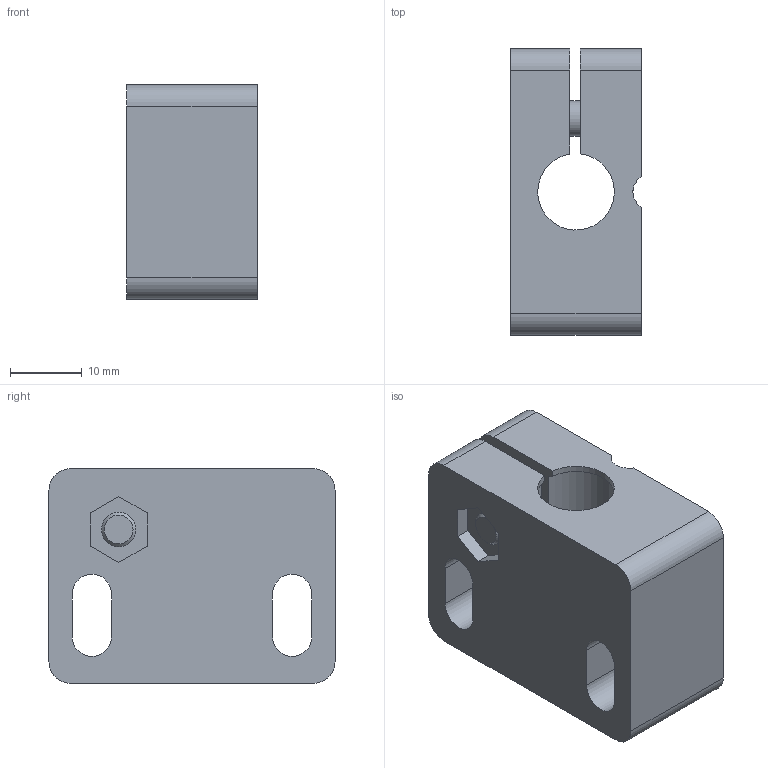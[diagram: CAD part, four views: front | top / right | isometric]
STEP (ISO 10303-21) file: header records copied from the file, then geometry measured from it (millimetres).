
FILE_DESCRIPTION(/* description */ ('STEP AP214'),/* implementation_level */ '2;1');
FILE_NAME(/* name */ '538348_SIEZ-B-12',/* time_stamp */ '2024-09-15T06:29:08+02:00',/* author */ ('License CC BY-ND 4.0'),/* organization */ ('CADENAS'),/* preprocessor_version */ 'ST-DEVELOPER v19.3',/* originating_system */ 'PARTsolutions',/* authorisation */ ' ');
FILE_SCHEMA (('AUTOMOTIVE_DESIGN {1 0 10303 214 3 1 1}'));
Length unit declared in the file: millimetre
Products named in the file (2): 538348 SIEZ-B-12; 538348 SIEZ-B-12_(p)
Assembly tree (1 placements, depth 2):
  538348 SIEZ-B-12
    538348 SIEZ-B-12_(p)
Bounding box: 18.3 x 40 x 30 mm (x, y, z)
Volume: 14244.2 mm3; surface area: 7498 mm2
Topology: 1 solids, 1 shells, 62 faces, 162 edges, 109 vertices
Faces by surface type: plane 37, cylinder 21, cone 4
Full cylindrical faces by diameter (mm): 5 x1, 5.5 x2, 8.5 x1
Entity records: 2347 total; most frequent: CARTESIAN_POINT 333, DIRECTION 322, ORIENTED_EDGE 304, EDGE_CURVE 152, AXIS2_PLACEMENT_3D 110, VERTEX_POINT 105, LINE 102, VECTOR 102
